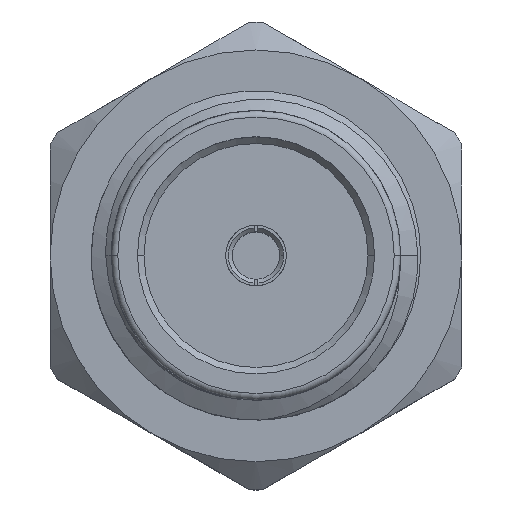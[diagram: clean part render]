
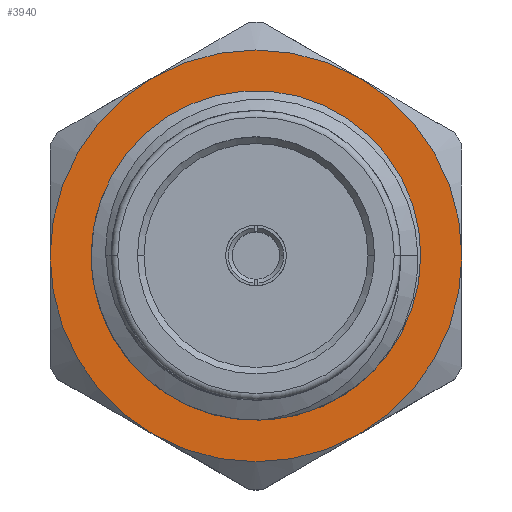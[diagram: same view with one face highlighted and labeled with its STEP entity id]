
A CAD part, top view. The second image highlights one B-rep face of the part: STEP entity #3940.
In plain terms, the highlighted planar face has unit normal (0, 0, 1).
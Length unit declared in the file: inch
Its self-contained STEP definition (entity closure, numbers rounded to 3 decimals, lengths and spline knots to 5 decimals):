
#61 = DIRECTION ( 'NONE',  ( 1., 0., 0. ) ) ;
#81 = DIRECTION ( 'NONE',  ( 0., 0., 1. ) ) ;
#162 = CIRCLE ( 'NONE', #4277, 0.15625 ) ;
#176 = DIRECTION ( 'NONE',  ( 1., 0., 0. ) ) ;
#214 = CARTESIAN_POINT ( 'NONE',  ( 0.07812, 0.13532, 0.0465 ) ) ;
#218 = PLANE ( 'NONE',  #564 ) ;
#473 = DIRECTION ( 'NONE',  ( 1., 0., 0. ) ) ;
#564 = AXIS2_PLACEMENT_3D ( 'NONE', #3318, #1022, #176 ) ;
#714 = CARTESIAN_POINT ( 'NONE',  ( -0.07812, -0.13532, 0.0465 ) ) ;
#757 = VERTEX_POINT ( 'NONE', #1265 ) ;
#769 = EDGE_CURVE ( 'NONE', #4142, #3195, #4259, .T. ) ;
#1022 = DIRECTION ( 'NONE',  ( 0., 0., 1. ) ) ;
#1079 = CIRCLE ( 'NONE', #4833, 0.15625 ) ;
#1265 = CARTESIAN_POINT ( 'NONE',  ( -0.07813, 0.13532, 0.0465 ) ) ;
#1333 = ORIENTED_EDGE ( 'NONE', *, *, #5028, .T. ) ;
#1632 = FACE_OUTER_BOUND ( 'NONE', #4269, .T. ) ;
#1773 = AXIS2_PLACEMENT_3D ( 'NONE', #4783, #2555, #5647 ) ;
#1826 = AXIS2_PLACEMENT_3D ( 'NONE', #2604, #3082, #473 ) ;
#1953 = ORIENTED_EDGE ( 'NONE', *, *, #769, .T. ) ;
#2041 = CIRCLE ( 'NONE', #3011, 0.15625 ) ;
#2383 = DIRECTION ( 'NONE',  ( 0., 0., 1. ) ) ;
#2555 = DIRECTION ( 'NONE',  ( 0., 0., 1. ) ) ;
#2604 = CARTESIAN_POINT ( 'NONE',  ( 0., 0., 0.0465 ) ) ;
#2706 = CARTESIAN_POINT ( 'NONE',  ( 0.15625, 0., 0.0465 ) ) ;
#2824 = VERTEX_POINT ( 'NONE', #2987 ) ;
#2833 = DIRECTION ( 'NONE',  ( 0., 0., 1. ) ) ;
#2987 = CARTESIAN_POINT ( 'NONE',  ( -0.15625, 0., 0.0465 ) ) ;
#3011 = AXIS2_PLACEMENT_3D ( 'NONE', #3265, #2383, #3677 ) ;
#3041 = EDGE_CURVE ( 'NONE', #757, #2824, #4685, .T. ) ;
#3061 = ORIENTED_EDGE ( 'NONE', *, *, #5361, .T. ) ;
#3082 = DIRECTION ( 'NONE',  ( 0., 0., 1. ) ) ;
#3187 = DIRECTION ( 'NONE',  ( 1., 0., 0. ) ) ;
#3195 = VERTEX_POINT ( 'NONE', #3306 ) ;
#3265 = CARTESIAN_POINT ( 'NONE',  ( 0., 0., 0.0465 ) ) ;
#3306 = CARTESIAN_POINT ( 'NONE',  ( 0.07813, -0.13532, 0.0465 ) ) ;
#3318 = CARTESIAN_POINT ( 'NONE',  ( 0., 0., 0.0465 ) ) ;
#3358 = CIRCLE ( 'NONE', #1826, 0.15625 ) ;
#3560 = CARTESIAN_POINT ( 'NONE',  ( 0., 0., 0.0465 ) ) ;
#3677 = DIRECTION ( 'NONE',  ( 1., 0., 0. ) ) ;
#3788 = ORIENTED_EDGE ( 'NONE', *, *, #5141, .T. ) ;
#3940 = ADVANCED_FACE ( 'NONE', ( #1632 ), #218, .T. ) ;
#4142 = VERTEX_POINT ( 'NONE', #714 ) ;
#4259 = CIRCLE ( 'NONE', #1773, 0.15625 ) ;
#4269 = EDGE_LOOP ( 'NONE', ( #3788, #4645, #3061, #4923, #1333, #1953 ) ) ;
#4277 = AXIS2_PLACEMENT_3D ( 'NONE', #4588, #2833, #4987 ) ;
#4422 = EDGE_CURVE ( 'NONE', #4846, #4475, #1079, .T. ) ;
#4475 = VERTEX_POINT ( 'NONE', #214 ) ;
#4588 = CARTESIAN_POINT ( 'NONE',  ( 0., 0., 0.0465 ) ) ;
#4645 = ORIENTED_EDGE ( 'NONE', *, *, #4422, .T. ) ;
#4685 = CIRCLE ( 'NONE', #4867, 0.15625 ) ;
#4783 = CARTESIAN_POINT ( 'NONE',  ( 0., 0., 0.0465 ) ) ;
#4833 = AXIS2_PLACEMENT_3D ( 'NONE', #3560, #5348, #3187 ) ;
#4846 = VERTEX_POINT ( 'NONE', #2706 ) ;
#4867 = AXIS2_PLACEMENT_3D ( 'NONE', #5376, #81, #61 ) ;
#4923 = ORIENTED_EDGE ( 'NONE', *, *, #3041, .T. ) ;
#4987 = DIRECTION ( 'NONE',  ( 1., 0., 0. ) ) ;
#5028 = EDGE_CURVE ( 'NONE', #2824, #4142, #2041, .T. ) ;
#5141 = EDGE_CURVE ( 'NONE', #3195, #4846, #3358, .T. ) ;
#5348 = DIRECTION ( 'NONE',  ( 0., 0., 1. ) ) ;
#5361 = EDGE_CURVE ( 'NONE', #4475, #757, #162, .T. ) ;
#5376 = CARTESIAN_POINT ( 'NONE',  ( 0., 0., 0.0465 ) ) ;
#5647 = DIRECTION ( 'NONE',  ( 1., 0., 0. ) ) ;
